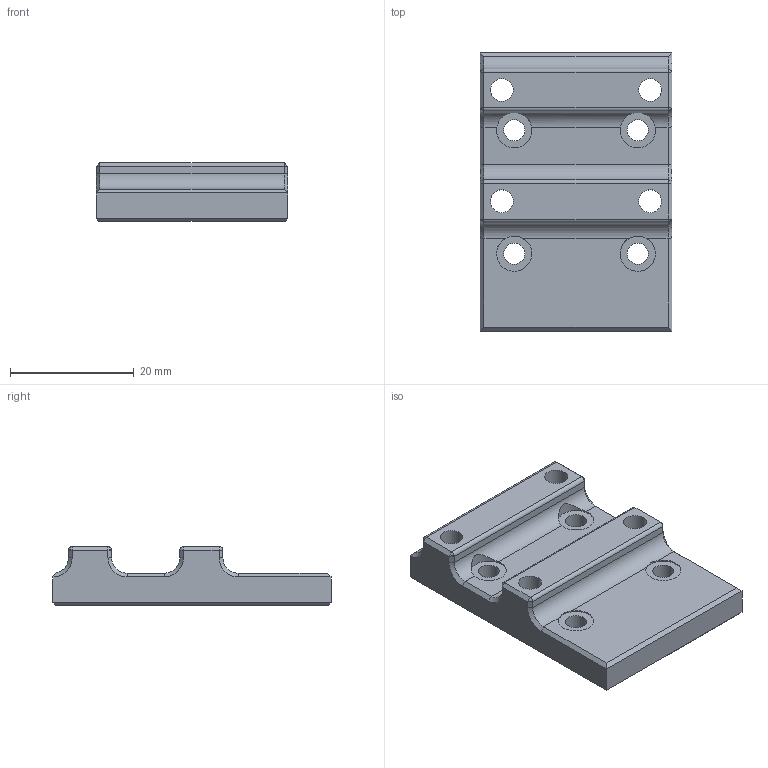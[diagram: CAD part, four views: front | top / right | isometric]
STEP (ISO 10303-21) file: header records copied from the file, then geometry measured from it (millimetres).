
FILE_DESCRIPTION(/* description */ (''),/* implementation_level */ '2;1');
FILE_NAME(/* name */ 'Y-Axis MGN12 Block Carriage Adapter v2.step',/* time_stamp */ '2022-02-09T09:51:30-08:00',/* author */ (''),/* organization */ (''),/* preprocessor_version */ 'ST-DEVELOPER v18.1',/* originating_system */ 'Autodesk Translation Framework v10.13.0.1454',/* authorisation */ '');
FILE_SCHEMA (('AUTOMOTIVE_DESIGN { 1 0 10303 214 3 1 1 }'));
Length unit declared in the file: millimetre
Products named in the file (1): Y-Axis MGN12 Adapter Heat Inserts
Bounding box: 31 x 45 x 9.5 mm (x, y, z)
Volume: 8616.9 mm3; surface area: 4501.4 mm2
Topology: 1 solids, 1 shells, 75 faces, 181 edges, 100 vertices
Faces by surface type: plane 39, cylinder 20, cone 16
Full cylindrical faces by diameter (mm): 3.4 x4, 3.7 x4, 5.7 x4
Entity records: 2202 total; most frequent: CARTESIAN_POINT 427, DIRECTION 371, ORIENTED_EDGE 346, EDGE_CURVE 173, AXIS2_PLACEMENT_3D 128, LINE 115, VECTOR 115, VERTEX_POINT 100
